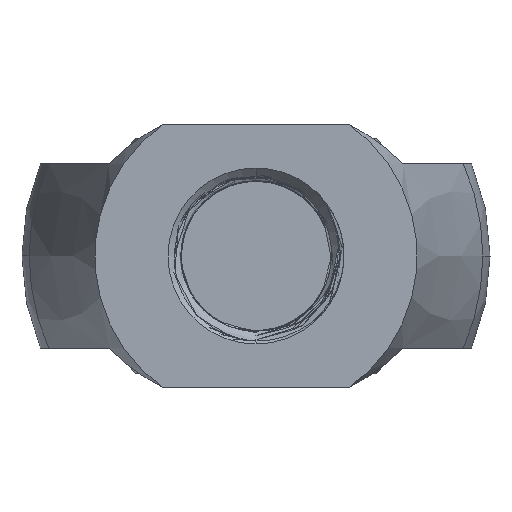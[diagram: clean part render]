
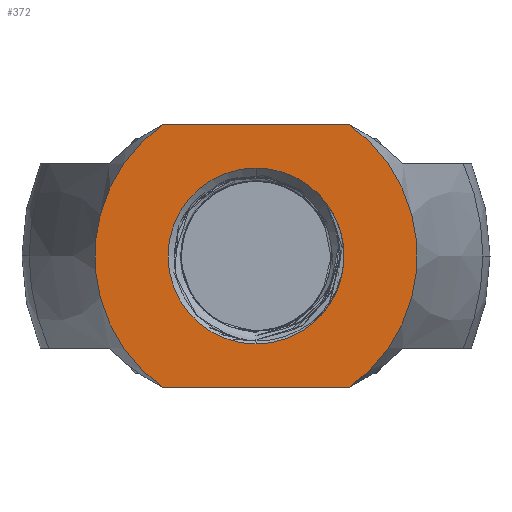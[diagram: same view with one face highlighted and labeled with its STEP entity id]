
A CAD part, front view. The second image highlights one B-rep face of the part: STEP entity #372.
In plain terms, the highlighted planar face has unit normal (0, -1, 0).
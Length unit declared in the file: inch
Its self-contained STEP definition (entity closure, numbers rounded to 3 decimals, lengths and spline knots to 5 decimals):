
#180 = VERTEX_POINT ( 'NONE', #828 ) ;
#269 = EDGE_CURVE ( 'NONE', #8734, #180, #1011, .T. ) ;
#295 = VERTEX_POINT ( 'NONE', #884 ) ;
#344 = ORIENTED_EDGE ( 'NONE', *, *, #8778, .F. ) ;
#345 = ORIENTED_EDGE ( 'NONE', *, *, #269, .F. ) ;
#346 = ORIENTED_EDGE ( 'NONE', *, *, #8737, .F. ) ;
#347 = EDGE_CURVE ( 'NONE', #180, #8776, #1017, .T. ) ;
#348 = ORIENTED_EDGE ( 'NONE', *, *, #347, .F. ) ;
#349 = EDGE_CURVE ( 'NONE', #295, #1182, #1035, .T. ) ;
#350 = EDGE_LOOP ( 'NONE', ( #351, #1183, #1265, #1263 ) ) ;
#351 = ORIENTED_EDGE ( 'NONE', *, *, #349, .T. ) ;
#359 = EDGE_LOOP ( 'NONE', ( #345, #346, #344, #348 ) ) ;
#372 = ADVANCED_FACE ( 'NONE', ( #6688, #6687 ), #6686, .F. ) ;
#427 = CIRCLE ( 'NONE', #436, 0.1875 ) ;
#433 = DIRECTION ( 'NONE',  ( 0., 0., -1. ) ) ;
#434 = DIRECTION ( 'NONE',  ( 0., -1., 0. ) ) ;
#435 = CARTESIAN_POINT ( 'NONE',  ( 0., -0.8125, 0. ) ) ;
#436 = AXIS2_PLACEMENT_3D ( 'NONE', #435, #434, #433 ) ;
#437 = CARTESIAN_POINT ( 'NONE',  ( 0.1875, -0.8125, 0. ) ) ;
#595 = CIRCLE ( 'NONE', #618, 0.1875 ) ;
#618 = AXIS2_PLACEMENT_3D ( 'NONE', #624, #623, #625 ) ;
#623 = DIRECTION ( 'NONE',  ( 0., -1., 0. ) ) ;
#624 = CARTESIAN_POINT ( 'NONE',  ( 0., -0.8125, 0. ) ) ;
#625 = DIRECTION ( 'NONE',  ( 0., 0., -1. ) ) ;
#702 = CARTESIAN_POINT ( 'NONE',  ( 0., -0.8125, 0.1875 ) ) ;
#828 = CARTESIAN_POINT ( 'NONE',  ( 0.13258, -0.8125, 0.13258 ) ) ;
#884 = CARTESIAN_POINT ( 'NONE',  ( -0.19756, -0.8125, -0.281 ) ) ;
#973 = DIRECTION ( 'NONE',  ( 0., 0., -1. ) ) ;
#1008 = DIRECTION ( 'NONE',  ( 0., -1., 0. ) ) ;
#1009 = CARTESIAN_POINT ( 'NONE',  ( 0., -0.8125, 0. ) ) ;
#1010 = AXIS2_PLACEMENT_3D ( 'NONE', #1009, #1008, #973 ) ;
#1011 = CIRCLE ( 'NONE', #1010, 0.1875 ) ;
#1017 = CIRCLE ( 'NONE', #1034, 0.1875 ) ;
#1028 = DIRECTION ( 'NONE',  ( 1., 0., 0. ) ) ;
#1029 = VECTOR ( 'NONE', #1028, 39.37008 ) ;
#1030 = CARTESIAN_POINT ( 'NONE',  ( -0.281, -0.8125, -0.281 ) ) ;
#1031 = DIRECTION ( 'NONE',  ( 0., 0., -1. ) ) ;
#1032 = DIRECTION ( 'NONE',  ( 0., -1., 0. ) ) ;
#1033 = CARTESIAN_POINT ( 'NONE',  ( 0., -0.8125, 0. ) ) ;
#1034 = AXIS2_PLACEMENT_3D ( 'NONE', #1033, #1032, #1031 ) ;
#1035 = LINE ( 'NONE', #1030, #1029 ) ;
#1182 = VERTEX_POINT ( 'NONE', #7169 ) ;
#1183 = ORIENTED_EDGE ( 'NONE', *, *, #1185, .F. ) ;
#1185 = EDGE_CURVE ( 'NONE', #1264, #1182, #7168, .T. ) ;
#1262 = EDGE_CURVE ( 'NONE', #295, #1267, #3581, .T. ) ;
#1263 = ORIENTED_EDGE ( 'NONE', *, *, #1262, .F. ) ;
#1264 = VERTEX_POINT ( 'NONE', #3592 ) ;
#1265 = ORIENTED_EDGE ( 'NONE', *, *, #1266, .T. ) ;
#1266 = EDGE_CURVE ( 'NONE', #1264, #1267, #3590, .T. ) ;
#1267 = VERTEX_POINT ( 'NONE', #3533 ) ;
#1457 = CARTESIAN_POINT ( 'NONE',  ( 0., -0.8125, -0.1875 ) ) ;
#3503 = DIRECTION ( 'NONE',  ( -1., 0., 0. ) ) ;
#3533 = CARTESIAN_POINT ( 'NONE',  ( -0.19756, -0.8125, 0.281 ) ) ;
#3580 = AXIS2_PLACEMENT_3D ( 'NONE', #3595, #3594, #3593 ) ;
#3581 = CIRCLE ( 'NONE', #3580, 0.3435 ) ;
#3588 = VECTOR ( 'NONE', #3503, 39.37008 ) ;
#3589 = CARTESIAN_POINT ( 'NONE',  ( -0.281, -0.8125, 0.281 ) ) ;
#3590 = LINE ( 'NONE', #3589, #3588 ) ;
#3592 = CARTESIAN_POINT ( 'NONE',  ( 0.19756, -0.8125, 0.281 ) ) ;
#3593 = DIRECTION ( 'NONE',  ( 0., 0., 1. ) ) ;
#3594 = DIRECTION ( 'NONE',  ( 0., 1., 0. ) ) ;
#3595 = CARTESIAN_POINT ( 'NONE',  ( 0., -0.8125, 0. ) ) ;
#6685 = AXIS2_PLACEMENT_3D ( 'NONE', #6713, #6712, #6711 ) ;
#6686 = PLANE ( 'NONE',  #6685 ) ;
#6687 = FACE_OUTER_BOUND ( 'NONE', #350, .T. ) ;
#6688 = FACE_BOUND ( 'NONE', #359, .T. ) ;
#6711 = DIRECTION ( 'NONE',  ( 0., 0., 1. ) ) ;
#6712 = DIRECTION ( 'NONE',  ( 0., 1., 0. ) ) ;
#6713 = CARTESIAN_POINT ( 'NONE',  ( 0.3435, -0.8125, 0. ) ) ;
#7164 = DIRECTION ( 'NONE',  ( 0., 0., 1. ) ) ;
#7165 = DIRECTION ( 'NONE',  ( 0., 1., 0. ) ) ;
#7166 = CARTESIAN_POINT ( 'NONE',  ( 0., -0.8125, 0. ) ) ;
#7167 = AXIS2_PLACEMENT_3D ( 'NONE', #7166, #7165, #7164 ) ;
#7168 = CIRCLE ( 'NONE', #7167, 0.3435 ) ;
#7169 = CARTESIAN_POINT ( 'NONE',  ( 0.19756, -0.8125, -0.281 ) ) ;
#8734 = VERTEX_POINT ( 'NONE', #437 ) ;
#8737 = EDGE_CURVE ( 'NONE', #8779, #8734, #427, .T. ) ;
#8776 = VERTEX_POINT ( 'NONE', #702 ) ;
#8778 = EDGE_CURVE ( 'NONE', #8776, #8779, #595, .T. ) ;
#8779 = VERTEX_POINT ( 'NONE', #1457 ) ;
